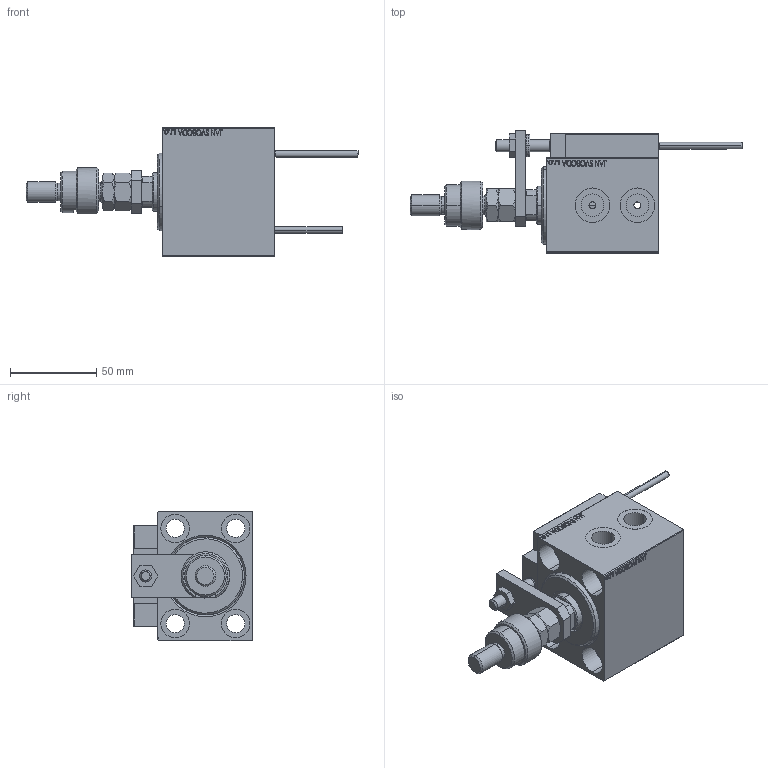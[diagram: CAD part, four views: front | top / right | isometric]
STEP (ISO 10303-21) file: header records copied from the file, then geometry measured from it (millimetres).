
FILE_DESCRIPTION (( 'STEP AP203' ), '1' );
FILE_NAME ('b697.STEP', '2022-04-17T10:50:24', ( '' ), ( '' ), 'SwSTEP 2.0', 'SolidWorks 2019', '' );
FILE_SCHEMA (( 'CONFIG_CONTROL_DESIGN' ));
Length unit declared in the file: millimetre
Products named in the file (18): NUT_D12 3ab1990ec2837f92a44f262f5544d7e2; V450CM_C_VCP 3ab1990ec2837f92a44f262f5544d7e2; SWITCH X 3ab1990ec2837f92a44f262f5544d7e2; FEMALE_PART_FOR_DFA 3ab1990ec2837f92a44f262f5544d7e2; V450CM_C_Body 3ab1990ec2837f92a44f262f5544d7e2; SWITCH DIM B,W 3ab1990ec2837f92a44f262f5544d7e2; MAGNET 3ab1990ec2837f92a44f262f5544d7e2; b697; Block 3ab1990ec2837f92a44f262f5544d7e2; ZARAZKA 3ab1990ec2837f92a44f262f5544d7e2; V450CM_VC_B 3ab1990ec2837f92a44f262f5544d7e2; SWITCH_X_FRONT_BACK 3ab1990ec2837f92a44f262f5544d7e2; KONCOVKA 3ab1990ec2837f92a44f262f5544d7e2; ALLEN BOLT D5 3ab1990ec2837f92a44f262f5544d7e2; TYC_L79 3ab1990ec2837f92a44f262f5544d7e2; X_Y_DFA 3ab1990ec2837f92a44f262f5544d7e2; MFA 3ab1990ec2837f92a44f262f5544d7e2; ALLEN BOLT D8 3ab1990ec2837f92a44f262f5544d7e2
Assembly tree (27 placements, depth 3):
  b697
    V450CM_C_Body 3ab1990ec2837f92a44f262f5544d7e2
    SWITCH X 3ab1990ec2837f92a44f262f5544d7e2
      SWITCH_X_FRONT_BACK 3ab1990ec2837f92a44f262f5544d7e2  x2
      TYC_L79 3ab1990ec2837f92a44f262f5544d7e2
      Block 3ab1990ec2837f92a44f262f5544d7e2  x2
      ALLEN BOLT D5 3ab1990ec2837f92a44f262f5544d7e2  x4
      ALLEN BOLT D8 3ab1990ec2837f92a44f262f5544d7e2  x4
      MAGNET 3ab1990ec2837f92a44f262f5544d7e2  x2
      KONCOVKA 3ab1990ec2837f92a44f262f5544d7e2  x2
    NUT_D12 3ab1990ec2837f92a44f262f5544d7e2
    SWITCH DIM B,W 3ab1990ec2837f92a44f262f5544d7e2
    ZARAZKA 3ab1990ec2837f92a44f262f5544d7e2
    V450CM_C_VCP 3ab1990ec2837f92a44f262f5544d7e2
    V450CM_VC_B 3ab1990ec2837f92a44f262f5544d7e2
    X_Y_DFA 3ab1990ec2837f92a44f262f5544d7e2
      FEMALE_PART_FOR_DFA 3ab1990ec2837f92a44f262f5544d7e2
      MFA 3ab1990ec2837f92a44f262f5544d7e2
Bounding box: 192 x 70.5 x 75 mm (x, y, z)
Volume: 292793.6 mm3; surface area: 82875.1 mm2
Topology: 25 solids, 25 shells, 1381 faces, 3282 edges, 2087 vertices
Faces by surface type: plane 592, bspline 380, cylinder 211, cone 146, torus 48, sphere 4
Entity records: 53496 total; most frequent: CARTESIAN_POINT 26797, ORIENTED_EDGE 5584, DIRECTION 3914, EDGE_CURVE 2792, VERTEX_POINT 1811, LINE 1554, VECTOR 1554, EDGE_LOOP 1301
